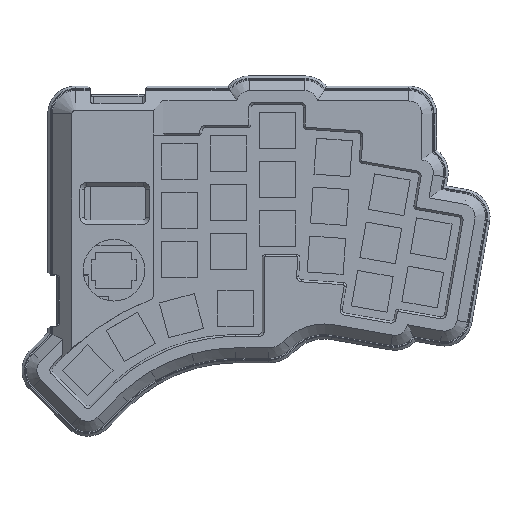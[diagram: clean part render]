
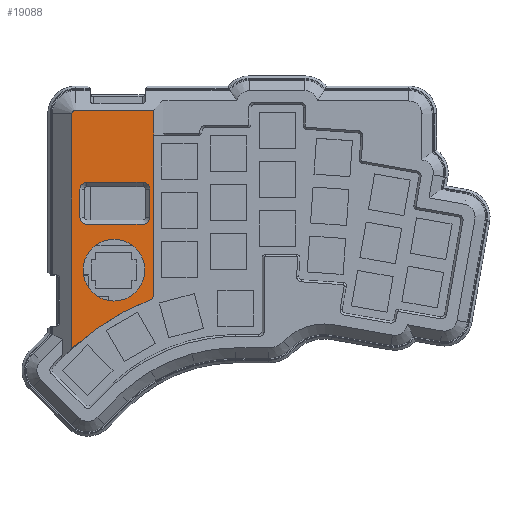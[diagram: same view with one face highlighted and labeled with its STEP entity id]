
A CAD part, top view. The second image highlights one B-rep face of the part: STEP entity #19088.
In plain terms, the highlighted planar face has unit normal (0, 0, 1).
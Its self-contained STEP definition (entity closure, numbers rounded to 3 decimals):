
#536=FACE_BOUND('',#2969,.T.);
#537=FACE_BOUND('',#2970,.T.);
#921=CIRCLE('',#20225,97.152);
#963=CIRCLE('',#20336,1.);
#964=CIRCLE('',#20339,2.6);
#966=CIRCLE('',#20343,2.6);
#967=CIRCLE('',#20346,2.6);
#968=CIRCLE('',#20349,2.6);
#970=CIRCLE('',#20354,1.253);
#971=CIRCLE('',#20355,1.4);
#972=CIRCLE('',#20356,12.);
#1808=FACE_OUTER_BOUND('',#2968,.T.);
#2968=EDGE_LOOP('',(#15000,#15001,#15002,#15003,#15004,#15005,#15006,#15007));
#2969=EDGE_LOOP('',(#15008));
#2970=EDGE_LOOP('',(#15009,#15010,#15011,#15012,#15013,#15014,#15015,#15016));
#4663=LINE('',#30869,#6744);
#4668=LINE('',#30881,#6749);
#4671=LINE('',#30889,#6752);
#4674=LINE('',#30898,#6755);
#4678=LINE('',#30909,#6759);
#4679=LINE('',#30912,#6760);
#4680=LINE('',#30914,#6761);
#4681=LINE('',#30916,#6762);
#6744=VECTOR('',#23721,10.);
#6749=VECTOR('',#23734,10.);
#6752=VECTOR('',#23743,10.);
#6755=VECTOR('',#23752,10.);
#6759=VECTOR('',#23768,10.);
#6760=VECTOR('',#23771,10.);
#6761=VECTOR('',#23772,10.);
#6762=VECTOR('',#23773,10.);
#8474=VERTEX_POINT('',#30310);
#8481=VERTEX_POINT('',#30324);
#8627=VERTEX_POINT('',#30859);
#8628=VERTEX_POINT('',#30861);
#8630=VERTEX_POINT('',#30866);
#8631=VERTEX_POINT('',#30868);
#8633=VERTEX_POINT('',#30874);
#8634=VERTEX_POINT('',#30879);
#8635=VERTEX_POINT('',#30883);
#8636=VERTEX_POINT('',#30887);
#8637=VERTEX_POINT('',#30891);
#8639=VERTEX_POINT('',#30896);
#8640=VERTEX_POINT('',#30908);
#8641=VERTEX_POINT('',#30910);
#8642=VERTEX_POINT('',#30913);
#8643=VERTEX_POINT('',#30915);
#8644=VERTEX_POINT('',#30918);
#10707=EDGE_CURVE('',#8474,#8481,#921,.T.);
#10921=EDGE_CURVE('',#8628,#8627,#963,.F.);
#10924=EDGE_CURVE('',#8630,#8631,#4663,.T.);
#10928=EDGE_CURVE('',#8633,#8630,#964,.T.);
#10931=EDGE_CURVE('',#8634,#8633,#4668,.T.);
#10933=EDGE_CURVE('',#8635,#8634,#966,.T.);
#10935=EDGE_CURVE('',#8636,#8635,#4671,.T.);
#10937=EDGE_CURVE('',#8637,#8636,#967,.T.);
#10939=EDGE_CURVE('',#8639,#8637,#4674,.T.);
#10941=EDGE_CURVE('',#8631,#8639,#968,.T.);
#10945=EDGE_CURVE('',#8474,#8640,#4678,.T.);
#10946=EDGE_CURVE('',#8481,#8641,#970,.T.);
#10947=EDGE_CURVE('',#8641,#8628,#4679,.T.);
#10948=EDGE_CURVE('',#8642,#8627,#4680,.T.);
#10949=EDGE_CURVE('',#8643,#8642,#4681,.T.);
#10950=EDGE_CURVE('',#8640,#8643,#971,.T.);
#10951=EDGE_CURVE('',#8644,#8644,#972,.T.);
#15000=ORIENTED_EDGE('',*,*,#10945,.F.);
#15001=ORIENTED_EDGE('',*,*,#10707,.T.);
#15002=ORIENTED_EDGE('',*,*,#10946,.T.);
#15003=ORIENTED_EDGE('',*,*,#10947,.T.);
#15004=ORIENTED_EDGE('',*,*,#10921,.T.);
#15005=ORIENTED_EDGE('',*,*,#10948,.F.);
#15006=ORIENTED_EDGE('',*,*,#10949,.F.);
#15007=ORIENTED_EDGE('',*,*,#10950,.F.);
#15008=ORIENTED_EDGE('',*,*,#10951,.T.);
#15009=ORIENTED_EDGE('',*,*,#10924,.F.);
#15010=ORIENTED_EDGE('',*,*,#10928,.F.);
#15011=ORIENTED_EDGE('',*,*,#10931,.F.);
#15012=ORIENTED_EDGE('',*,*,#10933,.F.);
#15013=ORIENTED_EDGE('',*,*,#10935,.F.);
#15014=ORIENTED_EDGE('',*,*,#10937,.F.);
#15015=ORIENTED_EDGE('',*,*,#10939,.F.);
#15016=ORIENTED_EDGE('',*,*,#10941,.F.);
#18253=PLANE('',#20353);
#19088=ADVANCED_FACE('',(#1808,#536,#537),#18253,.T.);
#20225=AXIS2_PLACEMENT_3D('',#30326,#23329,#23330);
#20336=AXIS2_PLACEMENT_3D('',#30862,#23715,#23716);
#20339=AXIS2_PLACEMENT_3D('',#30876,#23727,#23728);
#20343=AXIS2_PLACEMENT_3D('',#30885,#23738,#23739);
#20346=AXIS2_PLACEMENT_3D('',#30893,#23747,#23748);
#20349=AXIS2_PLACEMENT_3D('',#30901,#23756,#23757);
#20353=AXIS2_PLACEMENT_3D('',#30907,#23766,#23767);
#20354=AXIS2_PLACEMENT_3D('',#30911,#23769,#23770);
#20355=AXIS2_PLACEMENT_3D('',#30917,#23774,#23775);
#20356=AXIS2_PLACEMENT_3D('',#30919,#23776,#23777);
#23329=DIRECTION('center_axis',(0.,0.,-1.));
#23330=DIRECTION('ref_axis',(-0.34,0.941,0.));
#23715=DIRECTION('center_axis',(0.,0.,1.));
#23716=DIRECTION('ref_axis',(-0.707,0.707,0.));
#23721=DIRECTION('',(0.,1.,0.));
#23727=DIRECTION('center_axis',(0.,0.,1.));
#23728=DIRECTION('ref_axis',(0.707,-0.707,0.));
#23734=DIRECTION('',(1.,0.,0.));
#23738=DIRECTION('center_axis',(0.,0.,1.));
#23739=DIRECTION('ref_axis',(-0.707,-0.707,0.));
#23743=DIRECTION('',(0.,-1.,0.));
#23747=DIRECTION('center_axis',(0.,0.,1.));
#23748=DIRECTION('ref_axis',(-0.707,0.707,0.));
#23752=DIRECTION('',(-1.,0.,0.));
#23756=DIRECTION('center_axis',(0.,0.,1.));
#23757=DIRECTION('ref_axis',(0.707,0.707,0.));
#23766=DIRECTION('center_axis',(0.,0.,1.));
#23767=DIRECTION('ref_axis',(1.,0.,0.));
#23768=DIRECTION('',(0.,1.,0.));
#23769=DIRECTION('center_axis',(0.,0.,1.));
#23770=DIRECTION('ref_axis',(0.824,-0.566,0.));
#23771=DIRECTION('',(0.,1.,0.));
#23772=DIRECTION('',(0.,-1.,0.));
#23773=DIRECTION('',(1.,0.,0.));
#23774=DIRECTION('center_axis',(0.,0.,-1.));
#23775=DIRECTION('ref_axis',(-0.707,0.707,0.));
#23776=DIRECTION('center_axis',(0.,0.,-1.));
#23777=DIRECTION('ref_axis',(-1.,0.,0.));
#30310=CARTESIAN_POINT('',(-205.998,41.128,-156.4));
#30324=CARTESIAN_POINT('',(-175.205,60.173,-156.4));
#30326=CARTESIAN_POINT('Origin',(-140.393,-30.528,-156.4));
#30859=CARTESIAN_POINT('',(-174.201,123.685,-156.4));
#30861=CARTESIAN_POINT('',(-174.401,123.085,-156.4));
#30862=CARTESIAN_POINT('Origin',(-173.401,123.085,-156.4));
#30866=CARTESIAN_POINT('',(-175.735,92.056,-156.4));
#30868=CARTESIAN_POINT('',(-175.735,103.056,-156.4));
#30869=CARTESIAN_POINT('',(-175.735,99.646,-156.4));
#30874=CARTESIAN_POINT('',(-178.335,89.456,-156.4));
#30876=CARTESIAN_POINT('Origin',(-178.335,92.056,-156.4));
#30879=CARTESIAN_POINT('',(-200.264,89.456,-156.4));
#30881=CARTESIAN_POINT('',(-189.187,89.456,-156.4));
#30883=CARTESIAN_POINT('',(-202.864,92.056,-156.4));
#30885=CARTESIAN_POINT('Origin',(-200.264,92.056,-156.4));
#30887=CARTESIAN_POINT('',(-202.864,103.056,-156.4));
#30889=CARTESIAN_POINT('',(-202.864,106.146,-156.4));
#30891=CARTESIAN_POINT('',(-200.264,105.656,-156.4));
#30893=CARTESIAN_POINT('Origin',(-200.264,103.056,-156.4));
#30896=CARTESIAN_POINT('',(-178.335,105.656,-156.4));
#30898=CARTESIAN_POINT('',(-176.687,105.656,-156.4));
#30901=CARTESIAN_POINT('Origin',(-178.335,103.056,-156.4));
#30907=CARTESIAN_POINT('Origin',(-176.039,108.236,-156.4));
#30908=CARTESIAN_POINT('',(-205.998,132.367,-156.4));
#30909=CARTESIAN_POINT('',(-205.998,120.302,-156.4));
#30910=CARTESIAN_POINT('',(-174.401,61.343,-156.4));
#30911=CARTESIAN_POINT('Origin',(-175.654,61.343,-156.4));
#30912=CARTESIAN_POINT('',(-174.401,96.171,-156.4));
#30913=CARTESIAN_POINT('',(-174.201,133.767,-156.4));
#30914=CARTESIAN_POINT('',(-174.201,116.161,-156.4));
#30915=CARTESIAN_POINT('',(-204.598,133.767,-156.4));
#30916=CARTESIAN_POINT('',(-174.82,133.767,-156.4));
#30917=CARTESIAN_POINT('Origin',(-204.598,132.367,-156.4));
#30918=CARTESIAN_POINT('',(-177.642,71.556,-156.4));
#30919=CARTESIAN_POINT('Origin',(-189.642,71.556,-156.4));
